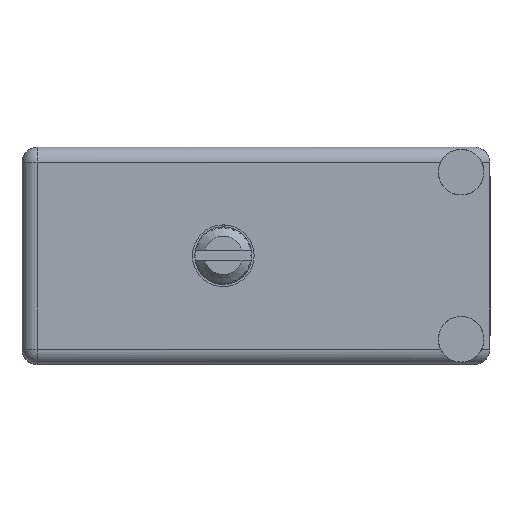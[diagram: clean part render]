
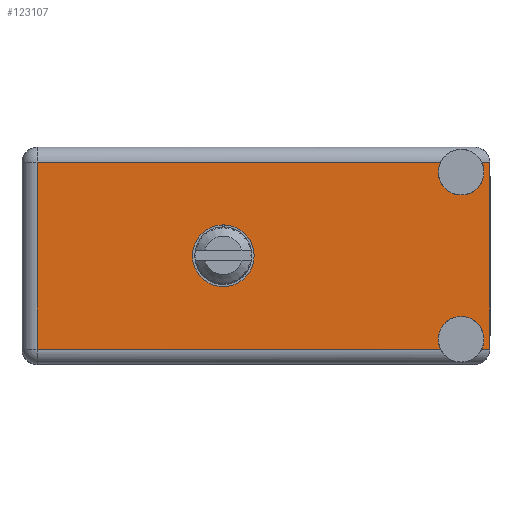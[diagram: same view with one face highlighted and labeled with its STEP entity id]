
A CAD part, top view. The second image highlights one B-rep face of the part: STEP entity #123107.
In plain terms, the highlighted face is planar.
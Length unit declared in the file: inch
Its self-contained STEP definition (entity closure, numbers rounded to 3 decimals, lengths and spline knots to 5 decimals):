
#81 = CARTESIAN_POINT ( 'NONE',  ( 0.6625, 0.906, -0.3575 ) ) ;
#401 = DIRECTION ( 'NONE',  ( 0., 0., 1. ) ) ;
#2637 = DIRECTION ( 'NONE',  ( 0., 0., 1. ) ) ;
#2981 = CARTESIAN_POINT ( 'NONE',  ( 0., 0.906, -0.715 ) ) ;
#4463 = CARTESIAN_POINT ( 'NONE',  ( 1.539, 0.906, -0.05 ) ) ;
#4564 = AXIS2_PLACEMENT_3D ( 'NONE', #157452, #158097, #145202 ) ;
#5488 = ORIENTED_EDGE ( 'NONE', *, *, #55308, .F. ) ;
#7330 = CIRCLE ( 'NONE', #133058, 0.1015 ) ;
#8159 = CARTESIAN_POINT ( 'NONE',  ( 1.539, 0.906, 0. ) ) ;
#8779 = DIRECTION ( 'NONE',  ( 0., 0., 1. ) ) ;
#9891 = ORIENTED_EDGE ( 'NONE', *, *, #55508, .T. ) ;
#11590 = VERTEX_POINT ( 'NONE', #58446 ) ;
#14393 = CARTESIAN_POINT ( 'NONE',  ( 0.6625, 0.906, -0.3575 ) ) ;
#15029 = AXIS2_PLACEMENT_3D ( 'NONE', #104703, #103438, #30326 ) ;
#17048 = EDGE_CURVE ( 'NONE', #100040, #151901, #31291, .T. ) ;
#21439 = CARTESIAN_POINT ( 'NONE',  ( 1.445, 0.906, -0.0825 ) ) ;
#24411 = CIRCLE ( 'NONE', #4564, 0.075 ) ;
#28537 = EDGE_CURVE ( 'NONE', #55519, #188110, #162975, .T. ) ;
#29609 = ORIENTED_EDGE ( 'NONE', *, *, #155030, .F. ) ;
#30326 = DIRECTION ( 'NONE',  ( 0., 0., 1. ) ) ;
#30923 = DIRECTION ( 'NONE',  ( 0., 1., 0. ) ) ;
#31291 = LINE ( 'NONE', #4463, #159794 ) ;
#34375 = AXIS2_PLACEMENT_3D ( 'NONE', #14393, #134399, #149176 ) ;
#37472 = DIRECTION ( 'NONE',  ( 0., 0., 1. ) ) ;
#38851 = ORIENTED_EDGE ( 'NONE', *, *, #156801, .F. ) ;
#44631 = EDGE_CURVE ( 'NONE', #11590, #188110, #24411, .T. ) ;
#45884 = EDGE_LOOP ( 'NONE', ( #117257, #5488, #38851, #67042, #61384, #61992, #172400, #52615, #9891, #123656 ) ) ;
#47725 = LINE ( 'NONE', #143998, #84288 ) ;
#52615 = ORIENTED_EDGE ( 'NONE', *, *, #102739, .F. ) ;
#55280 = EDGE_CURVE ( 'NONE', #183973, #68736, #7330, .T. ) ;
#55308 = EDGE_CURVE ( 'NONE', #61114, #151901, #188583, .T. ) ;
#55508 = EDGE_CURVE ( 'NONE', #181059, #182312, #133633, .T. ) ;
#55519 = VERTEX_POINT ( 'NONE', #163431 ) ;
#57946 = CARTESIAN_POINT ( 'NONE',  ( 1.51259, 0.906, -0.665 ) ) ;
#58446 = CARTESIAN_POINT ( 'NONE',  ( 1.445, 0.906, -0.5575 ) ) ;
#58838 = EDGE_CURVE ( 'NONE', #182312, #100040, #119249, .T. ) ;
#60783 = VECTOR ( 'NONE', #8779, 39.37008 ) ;
#61095 = DIRECTION ( 'NONE',  ( 0., 0., 1. ) ) ;
#61114 = VERTEX_POINT ( 'NONE', #71738 ) ;
#61384 = ORIENTED_EDGE ( 'NONE', *, *, #137053, .F. ) ;
#61413 = DIRECTION ( 'NONE',  ( -1., 0., 0. ) ) ;
#61992 = ORIENTED_EDGE ( 'NONE', *, *, #28537, .T. ) ;
#66129 = FACE_OUTER_BOUND ( 'NONE', #45884, .T. ) ;
#67042 = ORIENTED_EDGE ( 'NONE', *, *, #123307, .T. ) ;
#68736 = VERTEX_POINT ( 'NONE', #150188 ) ;
#71738 = CARTESIAN_POINT ( 'NONE',  ( 1.445, 0.906, -0.1575 ) ) ;
#76383 = AXIS2_PLACEMENT_3D ( 'NONE', #2981, #146710, #401 ) ;
#76684 = LINE ( 'NONE', #8159, #60783 ) ;
#79954 = CIRCLE ( 'NONE', #15029, 0.075 ) ;
#84288 = VECTOR ( 'NONE', #131806, 39.37008 ) ;
#87532 = AXIS2_PLACEMENT_3D ( 'NONE', #89907, #30923, #88009 ) ;
#88009 = DIRECTION ( 'NONE',  ( 0., 0., 1. ) ) ;
#89907 = CARTESIAN_POINT ( 'NONE',  ( 1.445, 0.906, -0.0825 ) ) ;
#91132 = VERTEX_POINT ( 'NONE', #111863 ) ;
#100040 = VERTEX_POINT ( 'NONE', #111044 ) ;
#102739 = EDGE_CURVE ( 'NONE', #181059, #11590, #79954, .T. ) ;
#103438 = DIRECTION ( 'NONE',  ( 0., 1., 0. ) ) ;
#104703 = CARTESIAN_POINT ( 'NONE',  ( 1.445, 0.906, -0.6325 ) ) ;
#108107 = CARTESIAN_POINT ( 'NONE',  ( 1.37741, 0.906, -0.05 ) ) ;
#111044 = CARTESIAN_POINT ( 'NONE',  ( 0.05, 0.906, -0.05 ) ) ;
#111863 = CARTESIAN_POINT ( 'NONE',  ( 1.539, 0.906, -0.05 ) ) ;
#112227 = CIRCLE ( 'NONE', #34375, 0.1015 ) ;
#114648 = VECTOR ( 'NONE', #2637, 39.37008 ) ;
#117257 = ORIENTED_EDGE ( 'NONE', *, *, #17048, .T. ) ;
#118456 = DIRECTION ( 'NONE',  ( -1., 0., 0. ) ) ;
#118850 = CIRCLE ( 'NONE', #188186, 0.075 ) ;
#119249 = LINE ( 'NONE', #136670, #114648 ) ;
#119410 = EDGE_LOOP ( 'NONE', ( #162698, #29609 ) ) ;
#120580 = DIRECTION ( 'NONE',  ( 1., 0., 0. ) ) ;
#123107 = ADVANCED_FACE ( 'NONE', ( #187692, #66129 ), #178068, .T. ) ;
#123307 = EDGE_CURVE ( 'NONE', #172642, #91132, #47725, .T. ) ;
#123656 = ORIENTED_EDGE ( 'NONE', *, *, #58838, .T. ) ;
#123923 = VECTOR ( 'NONE', #61413, 39.37008 ) ;
#124092 = DIRECTION ( 'NONE',  ( 0., 1., 0. ) ) ;
#129030 = VECTOR ( 'NONE', #118456, 39.37008 ) ;
#131806 = DIRECTION ( 'NONE',  ( 1., 0., 0. ) ) ;
#133058 = AXIS2_PLACEMENT_3D ( 'NONE', #81, #134137, #61095 ) ;
#133633 = LINE ( 'NONE', #134498, #129030 ) ;
#133832 = CARTESIAN_POINT ( 'NONE',  ( 0., 0.906, -0.665 ) ) ;
#134137 = DIRECTION ( 'NONE',  ( 0., 1., 0. ) ) ;
#134399 = DIRECTION ( 'NONE',  ( 0., 1., 0. ) ) ;
#134498 = CARTESIAN_POINT ( 'NONE',  ( 0., 0.906, -0.665 ) ) ;
#136670 = CARTESIAN_POINT ( 'NONE',  ( 0.05, 0.906, -0.715 ) ) ;
#137053 = EDGE_CURVE ( 'NONE', #55519, #91132, #76684, .T. ) ;
#143998 = CARTESIAN_POINT ( 'NONE',  ( 1.539, 0.906, -0.05 ) ) ;
#145202 = DIRECTION ( 'NONE',  ( 0., 0., 1. ) ) ;
#146710 = DIRECTION ( 'NONE',  ( 0., 1., 0. ) ) ;
#149176 = DIRECTION ( 'NONE',  ( 0., 0., 1. ) ) ;
#150188 = CARTESIAN_POINT ( 'NONE',  ( 0.6625, 0.906, -0.459 ) ) ;
#151901 = VERTEX_POINT ( 'NONE', #108107 ) ;
#155030 = EDGE_CURVE ( 'NONE', #68736, #183973, #112227, .T. ) ;
#156801 = EDGE_CURVE ( 'NONE', #172642, #61114, #118850, .T. ) ;
#157452 = CARTESIAN_POINT ( 'NONE',  ( 1.445, 0.906, -0.6325 ) ) ;
#158097 = DIRECTION ( 'NONE',  ( 0., 1., 0. ) ) ;
#159794 = VECTOR ( 'NONE', #120580, 39.37008 ) ;
#161075 = CARTESIAN_POINT ( 'NONE',  ( 0.6625, 0.906, -0.256 ) ) ;
#162698 = ORIENTED_EDGE ( 'NONE', *, *, #55280, .F. ) ;
#162975 = LINE ( 'NONE', #133832, #123923 ) ;
#163431 = CARTESIAN_POINT ( 'NONE',  ( 1.539, 0.906, -0.665 ) ) ;
#168453 = CARTESIAN_POINT ( 'NONE',  ( 1.37741, 0.906, -0.665 ) ) ;
#170102 = CARTESIAN_POINT ( 'NONE',  ( 0.05, 0.906, -0.665 ) ) ;
#172400 = ORIENTED_EDGE ( 'NONE', *, *, #44631, .F. ) ;
#172642 = VERTEX_POINT ( 'NONE', #180531 ) ;
#178068 = PLANE ( 'NONE',  #76383 ) ;
#180531 = CARTESIAN_POINT ( 'NONE',  ( 1.51259, 0.906, -0.05 ) ) ;
#181059 = VERTEX_POINT ( 'NONE', #168453 ) ;
#182312 = VERTEX_POINT ( 'NONE', #170102 ) ;
#183973 = VERTEX_POINT ( 'NONE', #161075 ) ;
#187692 = FACE_BOUND ( 'NONE', #119410, .T. ) ;
#188110 = VERTEX_POINT ( 'NONE', #57946 ) ;
#188186 = AXIS2_PLACEMENT_3D ( 'NONE', #21439, #124092, #37472 ) ;
#188583 = CIRCLE ( 'NONE', #87532, 0.075 ) ;
